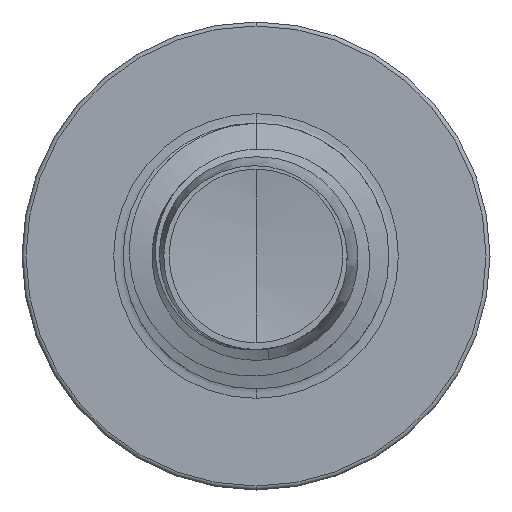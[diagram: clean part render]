
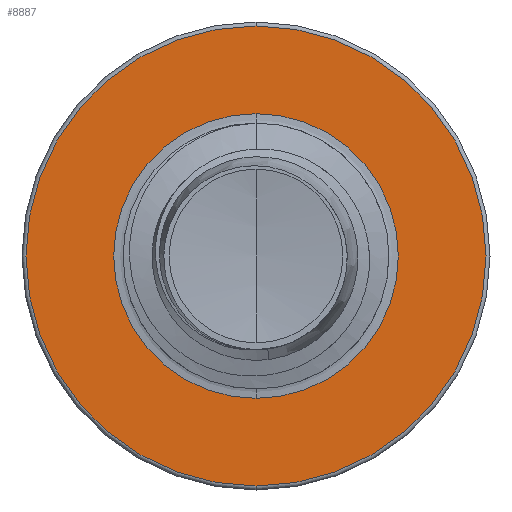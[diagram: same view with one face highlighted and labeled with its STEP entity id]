
A CAD part, front view. The second image highlights one B-rep face of the part: STEP entity #8887.
In plain terms, the highlighted planar face has unit normal (0, -1, 0).
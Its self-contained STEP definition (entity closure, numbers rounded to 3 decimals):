
#558 = CARTESIAN_POINT ( 'NONE',  ( 0., 4.5, 0. ) ) ;
#629 = AXIS2_PLACEMENT_3D ( 'NONE', #10538, #5392, #11430 ) ;
#663 = CARTESIAN_POINT ( 'NONE',  ( 0., 4.5, -2.677 ) ) ;
#674 = AXIS2_PLACEMENT_3D ( 'NONE', #2170, #8910, #3223 ) ;
#1150 = FACE_BOUND ( 'NONE', #6470, .T. ) ;
#1514 = DIRECTION ( 'NONE',  ( 0., 1., 0. ) ) ;
#1673 = DIRECTION ( 'NONE',  ( 0., 0., 1. ) ) ;
#1742 = ORIENTED_EDGE ( 'NONE', *, *, #10362, .F. ) ;
#2059 = VERTEX_POINT ( 'NONE', #5135 ) ;
#2170 = CARTESIAN_POINT ( 'NONE',  ( 0., 4.5, 0. ) ) ;
#2217 = ORIENTED_EDGE ( 'NONE', *, *, #9541, .T. ) ;
#2337 = AXIS2_PLACEMENT_3D ( 'NONE', #7619, #1514, #8430 ) ;
#2417 = AXIS2_PLACEMENT_3D ( 'NONE', #663, #2857, #9441 ) ;
#2491 = CIRCLE ( 'NONE', #629, 4.325 ) ;
#2857 = DIRECTION ( 'NONE',  ( 0., 1., 0. ) ) ;
#3223 = DIRECTION ( 'NONE',  ( 0., 0., 1. ) ) ;
#3998 = ORIENTED_EDGE ( 'NONE', *, *, #9248, .F. ) ;
#4329 = FACE_OUTER_BOUND ( 'NONE', #7500, .T. ) ;
#4963 = PLANE ( 'NONE',  #2417 ) ;
#4977 = AXIS2_PLACEMENT_3D ( 'NONE', #558, #7745, #1673 ) ;
#5135 = CARTESIAN_POINT ( 'NONE',  ( 0., 4.5, 4.325 ) ) ;
#5392 = DIRECTION ( 'NONE',  ( 0., 1., 0. ) ) ;
#5502 = CIRCLE ( 'NONE', #2337, 4.325 ) ;
#6470 = EDGE_LOOP ( 'NONE', ( #10844, #2217 ) ) ;
#7500 = EDGE_LOOP ( 'NONE', ( #3998, #1742 ) ) ;
#7619 = CARTESIAN_POINT ( 'NONE',  ( 0., 4.5, 0. ) ) ;
#7745 = DIRECTION ( 'NONE',  ( 0., 1., 0. ) ) ;
#7804 = CIRCLE ( 'NONE', #674, 2.677 ) ;
#8430 = DIRECTION ( 'NONE',  ( 0., 0., 1. ) ) ;
#8465 = VERTEX_POINT ( 'NONE', #12178 ) ;
#8887 = ADVANCED_FACE ( 'NONE', ( #4329, #1150 ), #4963, .F. ) ;
#8910 = DIRECTION ( 'NONE',  ( 0., 1., 0. ) ) ;
#9248 = EDGE_CURVE ( 'NONE', #2059, #10887, #5502, .T. ) ;
#9441 = DIRECTION ( 'NONE',  ( 0., 0., 1. ) ) ;
#9541 = EDGE_CURVE ( 'NONE', #9993, #8465, #10690, .T. ) ;
#9993 = VERTEX_POINT ( 'NONE', #11472 ) ;
#10360 = EDGE_CURVE ( 'NONE', #8465, #9993, #7804, .T. ) ;
#10362 = EDGE_CURVE ( 'NONE', #10887, #2059, #2491, .T. ) ;
#10538 = CARTESIAN_POINT ( 'NONE',  ( 0., 4.5, 0. ) ) ;
#10690 = CIRCLE ( 'NONE', #4977, 2.677 ) ;
#10844 = ORIENTED_EDGE ( 'NONE', *, *, #10360, .T. ) ;
#10887 = VERTEX_POINT ( 'NONE', #11334 ) ;
#11334 = CARTESIAN_POINT ( 'NONE',  ( 0., 4.5, -4.325 ) ) ;
#11430 = DIRECTION ( 'NONE',  ( 0., 0., 1. ) ) ;
#11472 = CARTESIAN_POINT ( 'NONE',  ( 0., 4.5, -2.677 ) ) ;
#12178 = CARTESIAN_POINT ( 'NONE',  ( 0., 4.5, 2.677 ) ) ;
